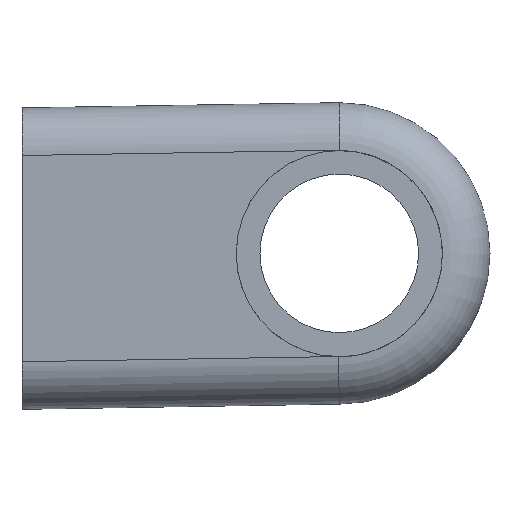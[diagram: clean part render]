
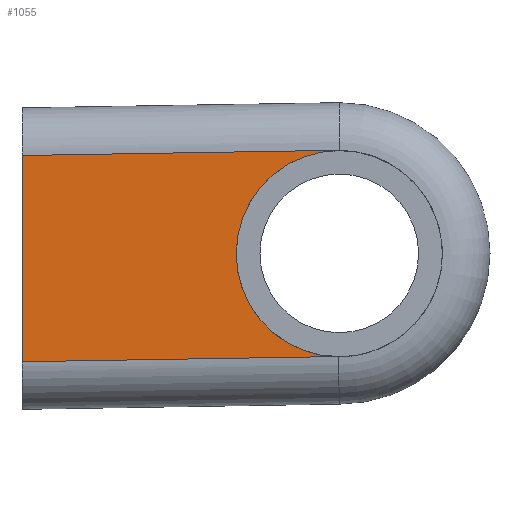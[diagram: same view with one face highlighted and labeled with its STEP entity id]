
A CAD part, front view. The second image highlights one B-rep face of the part: STEP entity #1055.
In plain terms, the highlighted planar face has unit normal (0, -1, 0).
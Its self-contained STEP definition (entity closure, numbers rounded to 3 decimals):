
#98 = CYLINDRICAL_SURFACE('',#99,3.);
#99 = AXIS2_PLACEMENT_3D('',#100,#101,#102);
#100 = CARTESIAN_POINT('',(-118.187,-16.,510.384));
#101 = DIRECTION('',(1.,0.,
    0.016));
#102 = DIRECTION('',(0.016,0.,
    -1.));
#126 = PLANE('',#127);
#127 = AXIS2_PLACEMENT_3D('',#128,#129,#130);
#128 = CARTESIAN_POINT('',(-118.138,0.,
    507.384));
#129 = DIRECTION('',(-1.,0.,0.));
#130 = DIRECTION('',(0.,0.,1.));
#640 = VERTEX_POINT('',#641);
#641 = CARTESIAN_POINT('',(-118.138,-19.,510.384));
#669 = EDGE_CURVE('',#640,#670,#672,.T.);
#670 = VERTEX_POINT('',#671);
#671 = CARTESIAN_POINT('',(-118.138,-19.,523.384));
#672 = SURFACE_CURVE('',#673,(#677,#684),.PCURVE_S1.);
#673 = LINE('',#674,#675);
#674 = CARTESIAN_POINT('',(-118.138,-19.,507.384));
#675 = VECTOR('',#676,1.);
#676 = DIRECTION('',(0.,0.,1.));
#677 = PCURVE('',#126,#678);
#678 = DEFINITIONAL_REPRESENTATION('',(#679),#683);
#679 = LINE('',#680,#681);
#680 = CARTESIAN_POINT('',(0.,-19.));
#681 = VECTOR('',#682,1.);
#682 = DIRECTION('',(1.,0.));
#683 = ( GEOMETRIC_REPRESENTATION_CONTEXT(2) 
PARAMETRIC_REPRESENTATION_CONTEXT() REPRESENTATION_CONTEXT('2D SPACE',''
  ) );
#684 = PCURVE('',#685,#690);
#685 = PLANE('',#686);
#686 = AXIS2_PLACEMENT_3D('',#687,#688,#689);
#687 = CARTESIAN_POINT('',(-105.267,-19.,517.066));
#688 = DIRECTION('',(0.,1.,0.));
#689 = DIRECTION('',(0.,0.,1.));
#690 = DEFINITIONAL_REPRESENTATION('',(#691),#695);
#691 = LINE('',#692,#693);
#692 = CARTESIAN_POINT('',(-9.682,-12.871));
#693 = VECTOR('',#694,1.);
#694 = DIRECTION('',(1.,0.));
#695 = ( GEOMETRIC_REPRESENTATION_CONTEXT(2) 
PARAMETRIC_REPRESENTATION_CONTEXT() REPRESENTATION_CONTEXT('2D SPACE',''
  ) );
#718 = CYLINDRICAL_SURFACE('',#719,3.);
#719 = AXIS2_PLACEMENT_3D('',#720,#721,#722);
#720 = CARTESIAN_POINT('',(-98.091,-16.,523.712));
#721 = DIRECTION('',(-1.,0.,
    -0.016));
#722 = DIRECTION('',(-0.016,0.,
    1.));
#815 = EDGE_CURVE('',#640,#816,#818,.T.);
#816 = VERTEX_POINT('',#817);
#817 = CARTESIAN_POINT('',(-98.19,-19.,510.711));
#818 = SURFACE_CURVE('',#819,(#823,#830),.PCURVE_S1.);
#819 = LINE('',#820,#821);
#820 = CARTESIAN_POINT('',(-118.187,-19.,510.384));
#821 = VECTOR('',#822,1.);
#822 = DIRECTION('',(1.,0.,
    0.016));
#823 = PCURVE('',#98,#824);
#824 = DEFINITIONAL_REPRESENTATION('',(#825),#829);
#825 = LINE('',#826,#827);
#826 = CARTESIAN_POINT('',(-1.571,0.));
#827 = VECTOR('',#828,1.);
#828 = DIRECTION('',(-0.,1.));
#829 = ( GEOMETRIC_REPRESENTATION_CONTEXT(2) 
PARAMETRIC_REPRESENTATION_CONTEXT() REPRESENTATION_CONTEXT('2D SPACE',''
  ) );
#830 = PCURVE('',#685,#831);
#831 = DEFINITIONAL_REPRESENTATION('',(#832),#836);
#832 = LINE('',#833,#834);
#833 = CARTESIAN_POINT('',(-6.682,-12.92));
#834 = VECTOR('',#835,1.);
#835 = DIRECTION('',(0.016,1.));
#836 = ( GEOMETRIC_REPRESENTATION_CONTEXT(2) 
PARAMETRIC_REPRESENTATION_CONTEXT() REPRESENTATION_CONTEXT('2D SPACE',''
  ) );
#1055 = ADVANCED_FACE('',(#1056),#685,.F.);
#1056 = FACE_BOUND('',#1057,.F.);
#1057 = EDGE_LOOP('',(#1058,#1059,#1060,#1083));
#1058 = ORIENTED_EDGE('',*,*,#815,.F.);
#1059 = ORIENTED_EDGE('',*,*,#669,.T.);
#1060 = ORIENTED_EDGE('',*,*,#1061,.F.);
#1061 = EDGE_CURVE('',#1062,#670,#1064,.T.);
#1062 = VERTEX_POINT('',#1063);
#1063 = CARTESIAN_POINT('',(-98.14,-19.,523.712));
#1064 = SURFACE_CURVE('',#1065,(#1069,#1076),.PCURVE_S1.);
#1065 = LINE('',#1066,#1067);
#1066 = CARTESIAN_POINT('',(-98.091,-19.,523.712));
#1067 = VECTOR('',#1068,1.);
#1068 = DIRECTION('',(-1.,0.,
    -0.016));
#1069 = PCURVE('',#685,#1070);
#1070 = DEFINITIONAL_REPRESENTATION('',(#1071),#1075);
#1071 = LINE('',#1072,#1073);
#1072 = CARTESIAN_POINT('',(6.646,7.176));
#1073 = VECTOR('',#1074,1.);
#1074 = DIRECTION('',(-0.016,-1.));
#1075 = ( GEOMETRIC_REPRESENTATION_CONTEXT(2) 
PARAMETRIC_REPRESENTATION_CONTEXT() REPRESENTATION_CONTEXT('2D SPACE',''
  ) );
#1076 = PCURVE('',#718,#1077);
#1077 = DEFINITIONAL_REPRESENTATION('',(#1078),#1082);
#1078 = LINE('',#1079,#1080);
#1079 = CARTESIAN_POINT('',(-1.571,0.));
#1080 = VECTOR('',#1081,1.);
#1081 = DIRECTION('',(-0.,1.));
#1082 = ( GEOMETRIC_REPRESENTATION_CONTEXT(2) 
PARAMETRIC_REPRESENTATION_CONTEXT() REPRESENTATION_CONTEXT('2D SPACE',''
  ) );
#1083 = ORIENTED_EDGE('',*,*,#1084,.T.);
#1084 = EDGE_CURVE('',#1062,#816,#1085,.T.);
#1085 = SURFACE_CURVE('',#1086,(#1091,#1102),.PCURVE_S1.);
#1086 = CIRCLE('',#1087,6.5);
#1087 = AXIS2_PLACEMENT_3D('',#1088,#1089,#1090);
#1088 = CARTESIAN_POINT('',(-98.138,-19.,517.192));
#1089 = DIRECTION('',(0.,-1.,0.));
#1090 = DIRECTION('',(1.,0.,0.));
#1091 = PCURVE('',#685,#1092);
#1092 = DEFINITIONAL_REPRESENTATION('',(#1093),#1101);
#1093 = ( BOUNDED_CURVE() B_SPLINE_CURVE(2,(#1094,#1095,#1096,#1097,
#1098,#1099,#1100),.UNSPECIFIED.,.T.,.F.) B_SPLINE_CURVE_WITH_KNOTS((1,2
    ,2,2,2,1),(-2.094,0.,2.094,4.189,
6.283,8.378),.UNSPECIFIED.) CURVE() 
GEOMETRIC_REPRESENTATION_ITEM() RATIONAL_B_SPLINE_CURVE((1.,0.5,1.,0.5,
1.,0.5,1.)) REPRESENTATION_ITEM('') );
#1094 = CARTESIAN_POINT('',(0.126,13.629));
#1095 = CARTESIAN_POINT('',(11.384,13.629));
#1096 = CARTESIAN_POINT('',(5.755,3.879));
#1097 = CARTESIAN_POINT('',(0.126,-5.871));
#1098 = CARTESIAN_POINT('',(-5.503,3.879));
#1099 = CARTESIAN_POINT('',(-11.132,13.629));
#1100 = CARTESIAN_POINT('',(0.126,13.629));
#1101 = ( GEOMETRIC_REPRESENTATION_CONTEXT(2) 
PARAMETRIC_REPRESENTATION_CONTEXT() REPRESENTATION_CONTEXT('2D SPACE',''
  ) );
#1102 = PCURVE('',#1103,#1108);
#1103 = CYLINDRICAL_SURFACE('',#1104,6.5);
#1104 = AXIS2_PLACEMENT_3D('',#1105,#1106,#1107);
#1105 = CARTESIAN_POINT('',(-98.138,-19.,517.192));
#1106 = DIRECTION('',(0.,-1.,0.));
#1107 = DIRECTION('',(1.,0.,0.));
#1108 = DEFINITIONAL_REPRESENTATION('',(#1109),#1113);
#1109 = LINE('',#1110,#1111);
#1110 = CARTESIAN_POINT('',(0.,0.));
#1111 = VECTOR('',#1112,1.);
#1112 = DIRECTION('',(1.,0.));
#1113 = ( GEOMETRIC_REPRESENTATION_CONTEXT(2) 
PARAMETRIC_REPRESENTATION_CONTEXT() REPRESENTATION_CONTEXT('2D SPACE',''
  ) );
